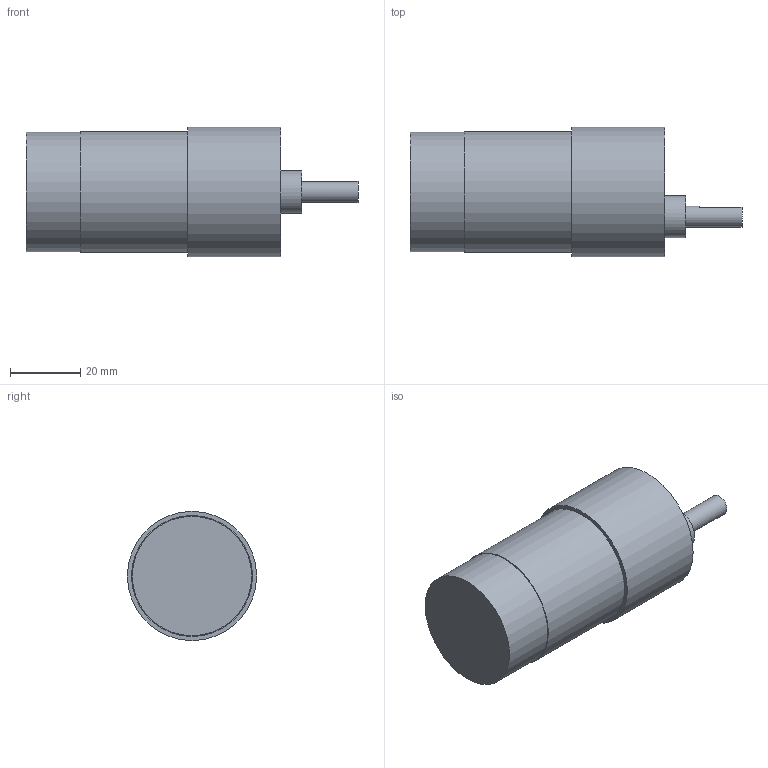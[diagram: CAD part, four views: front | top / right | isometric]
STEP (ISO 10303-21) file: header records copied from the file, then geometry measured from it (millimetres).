
FILE_DESCRIPTION(/* description */ (''),/* implementation_level */ '2;1');
FILE_NAME(/* name */ '42244bd3-5241-490c-9c24-0addf89b82cc.stp',/* time_stamp */ '2018-10-15T18:32:22+00:00',/* author */ (''),/* organization */ (''),/* preprocessor_version */ 'ST-DEVELOPER v17.2',/* originating_system */ 'Autodesk Translation Framework v7.6.0.251',/* authorisation */ '');
FILE_SCHEMA (('AUTOMOTIVE_DESIGN { 1 0 10303 214 3 1 1 }'));
Length unit declared in the file: millimetre
Products named in the file (1): Gearmotor_37D_100
Bounding box: 94.6 x 36.8 x 36.8 mm (x, y, z)
Volume: 71298.4 mm3; surface area: 11242.3 mm2
Topology: 1 solids, 1 shells, 28 faces, 45 edges, 30 vertices
Faces by surface type: plane 15, cylinder 13
Full cylindrical faces by diameter (mm): 3 x6, 6 x1, 12 x1, 34 x1, 34.5 x1, 36.8 x1
Entity records: 711 total; most frequent: DIRECTION 131, CARTESIAN_POINT 104, ORIENTED_EDGE 90, AXIS2_PLACEMENT_3D 57, EDGE_CURVE 45, EDGE_LOOP 39, VERTEX_POINT 30, FACE_OUTER_BOUND 28
